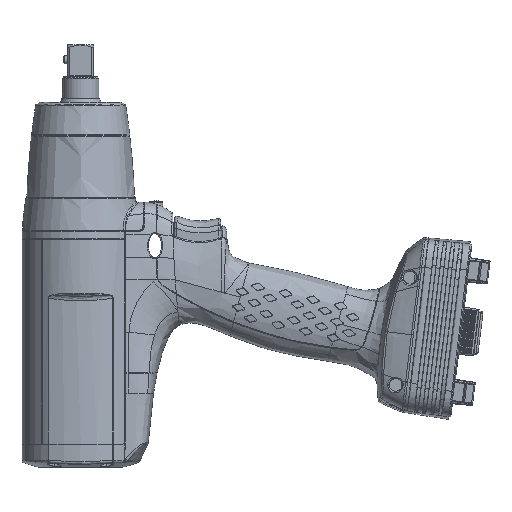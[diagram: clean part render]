
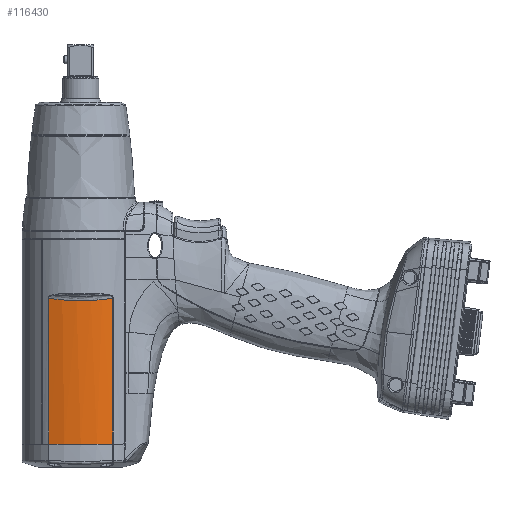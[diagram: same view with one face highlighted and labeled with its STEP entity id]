
A CAD part, left-side view. The second image highlights one B-rep face of the part: STEP entity #116430.
In plain terms, the highlighted cylindrical face has radius 46.906 mm (diameter 93.812 mm), a partial arc.
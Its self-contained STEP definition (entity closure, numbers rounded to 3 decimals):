
#15842=DIRECTION('',(0.,0.,-1.));
#15843=VECTOR('',#15842,72.087);
#15844=CARTESIAN_POINT('',(-24.228,15.886,
37.479));
#15845=LINE('',#15844,#15843);
#15846=CARTESIAN_POINT('',(-24.228,15.886,
37.479));
#15847=CARTESIAN_POINT('',(-24.477,15.193,
37.369));
#15848=CARTESIAN_POINT('',(-25.447,12.284,
36.942));
#15849=CARTESIAN_POINT('',(-26.65,7.006,
36.412));
#15850=CARTESIAN_POINT('',(-27.174,0.002,
36.181));
#15851=CARTESIAN_POINT('',(-26.651,-7.003,
36.411));
#15852=CARTESIAN_POINT('',(-25.448,-12.282,
36.941));
#15853=CARTESIAN_POINT('',(-24.478,-15.192,
37.369));
#15854=CARTESIAN_POINT('',(-24.228,-15.886,
37.479));
#15856=DIRECTION('',(0.,0.,1.));
#15857=VECTOR('',#15856,72.087);
#15858=CARTESIAN_POINT('',(-24.228,-15.886,
-34.608));
#15859=LINE('',#15858,#15857);
#15860=CARTESIAN_POINT('',(19.906,0.,
-34.608));
#15861=DIRECTION('',(0.,0.,-1.));
#15862=DIRECTION('',(-0.941,-0.339,0.));
#15863=AXIS2_PLACEMENT_3D('',#15860,#15861,#15862);
#15883=CARTESIAN_POINT('',(-24.228,-15.886,
37.479));
#76605=CARTESIAN_POINT('',(-24.228,15.886,
37.479));
#76606=CARTESIAN_POINT('',(-24.228,15.886,
-34.608));
#76607=VERTEX_POINT('',#76605);
#76608=VERTEX_POINT('',#76606);
#76614=VERTEX_POINT('',#15883);
#76615=CARTESIAN_POINT('',(-24.228,-15.886,
-34.608));
#76616=VERTEX_POINT('',#76615);
#116418=CARTESIAN_POINT('',(19.906,0.,-56.35));
#116419=DIRECTION('',(0.,0.,-1.));
#116420=DIRECTION('',(-1.,0.,0.));
#116421=AXIS2_PLACEMENT_3D('',#116418,#116419,#116420);
#116422=CYLINDRICAL_SURFACE('',#116421,46.906);
#116423=ORIENTED_EDGE('',*,*,#116074,.F.);
#116425=ORIENTED_EDGE('',*,*,#116424,.T.);
#116426=ORIENTED_EDGE('',*,*,#116396,.F.);
#116427=ORIENTED_EDGE('',*,*,#110303,.T.);
#116428=EDGE_LOOP('',(#116423,#116425,#116426,#116427));
#116429=FACE_OUTER_BOUND('',#116428,.F.);
#15855=B_SPLINE_CURVE_WITH_KNOTS('',3,(#15846,#15847,#15848,#15849,#15850,
#15851,#15852,#15853,#15854),.UNSPECIFIED.,.F.,.F.,(4,1,1,1,1,1,4),(0.,
0.069,0.285,0.5,0.715,
0.931,1.),.UNSPECIFIED.);
#15864=CIRCLE('',#15863,46.906);
#110303=EDGE_CURVE('',#76616,#76608,#15864,.T.);
#116074=EDGE_CURVE('',#76607,#76608,#15845,.T.);
#116396=EDGE_CURVE('',#76616,#76614,#15859,.T.);
#116424=EDGE_CURVE('',#76607,#76614,#15855,.T.);
#116430=ADVANCED_FACE('',(#116429),#116422,.T.);
